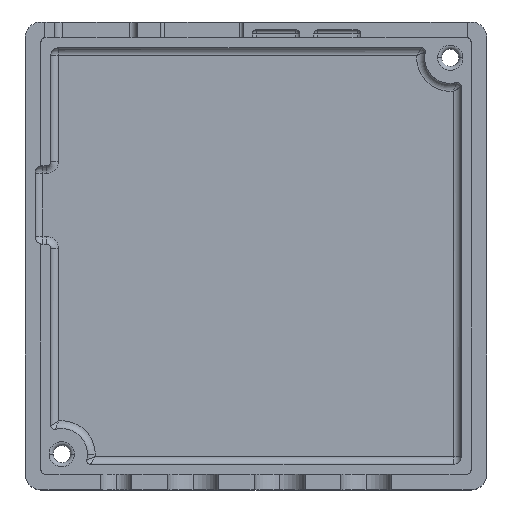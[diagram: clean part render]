
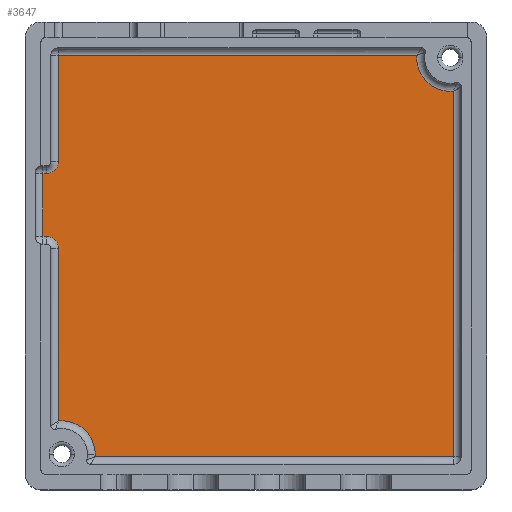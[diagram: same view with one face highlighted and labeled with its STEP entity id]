
A CAD part, top view. The second image highlights one B-rep face of the part: STEP entity #3647.
In plain terms, the highlighted planar face has unit normal (0, 0, 1).
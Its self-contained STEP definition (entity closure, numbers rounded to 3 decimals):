
#98 = EDGE_CURVE ( 'NONE', #8548, #5182, #5091, .T. ) ;
#159 = VECTOR ( 'NONE', #9153, 1000. ) ;
#164 = DIRECTION ( 'NONE',  ( 0., -1., 0. ) ) ;
#197 = ORIENTED_EDGE ( 'NONE', *, *, #11264, .T. ) ;
#433 = CARTESIAN_POINT ( 'NONE',  ( -27.35, -27.75, 2. ) ) ;
#572 = CARTESIAN_POINT ( 'NONE',  ( -25.1, 1., 2. ) ) ;
#670 = EDGE_CURVE ( 'NONE', #11638, #11882, #6810, .T. ) ;
#762 = AXIS2_PLACEMENT_3D ( 'NONE', #9660, #10780, #5451 ) ;
#807 = EDGE_CURVE ( 'NONE', #8579, #5827, #8611, .T. ) ;
#843 = CARTESIAN_POINT ( 'NONE',  ( -25.1, -27.75, 2. ) ) ;
#871 = DIRECTION ( 'NONE',  ( 1., 0., 0. ) ) ;
#911 = CARTESIAN_POINT ( 'NONE',  ( 25.1, -25.5, 2. ) ) ;
#1014 = ORIENTED_EDGE ( 'NONE', *, *, #3776, .T. ) ;
#1188 = DIRECTION ( 'NONE',  ( 0., -1., 0. ) ) ;
#1323 = VERTEX_POINT ( 'NONE', #572 ) ;
#1350 = DIRECTION ( 'NONE',  ( 0., 0., -1. ) ) ;
#1419 = CARTESIAN_POINT ( 'NONE',  ( -20.45, -25.2, 2. ) ) ;
#1482 = ORIENTED_EDGE ( 'NONE', *, *, #10366, .T. ) ;
#2024 = CARTESIAN_POINT ( 'NONE',  ( -27.1, 2.5, 2. ) ) ;
#2072 = ORIENTED_EDGE ( 'NONE', *, *, #9970, .T. ) ;
#2076 = LINE ( 'NONE', #12805, #10904 ) ;
#2130 = AXIS2_PLACEMENT_3D ( 'NONE', #11420, #6152, #6012 ) ;
#2250 = VECTOR ( 'NONE', #1188, 1000. ) ;
#2306 = CARTESIAN_POINT ( 'NONE',  ( -25.1, 12., 2. ) ) ;
#2696 = CIRCLE ( 'NONE', #6280, 4.25 ) ;
#2783 = LINE ( 'NONE', #4878, #159 ) ;
#2814 = VERTEX_POINT ( 'NONE', #12924 ) ;
#2839 = CARTESIAN_POINT ( 'NONE',  ( -25.1, -20.969, 2. ) ) ;
#2983 = DIRECTION ( 'NONE',  ( 1., 0., 0. ) ) ;
#3289 = EDGE_CURVE ( 'NONE', #5182, #3730, #4038, .T. ) ;
#3339 = DIRECTION ( 'NONE',  ( -1., 0., 0. ) ) ;
#3525 = AXIS2_PLACEMENT_3D ( 'NONE', #4019, #8297, #2983 ) ;
#3530 = CARTESIAN_POINT ( 'NONE',  ( -27.35, 25.5, 2. ) ) ;
#3647 = ADVANCED_FACE ( 'NONE', ( #9134 ), #12362, .T. ) ;
#3654 = DIRECTION ( 'NONE',  ( -1., 0., 0. ) ) ;
#3730 = VERTEX_POINT ( 'NONE', #5068 ) ;
#3776 = EDGE_CURVE ( 'NONE', #5827, #8548, #13362, .T. ) ;
#4019 = CARTESIAN_POINT ( 'NONE',  ( -24.7, -25.2, 2. ) ) ;
#4038 = LINE ( 'NONE', #10555, #5958 ) ;
#4427 = DIRECTION ( 'NONE',  ( 1., 0., 0. ) ) ;
#4444 = DIRECTION ( 'NONE',  ( 1., 0., 0. ) ) ;
#4469 = VERTEX_POINT ( 'NONE', #2024 ) ;
#4780 = EDGE_CURVE ( 'NONE', #4469, #2814, #2783, .T. ) ;
#4878 = CARTESIAN_POINT ( 'NONE',  ( -27.35, 2.5, 2. ) ) ;
#5068 = CARTESIAN_POINT ( 'NONE',  ( 25.1, 20.969, 2. ) ) ;
#5071 = CARTESIAN_POINT ( 'NONE',  ( -20.461, -25.5, 2. ) ) ;
#5085 = DIRECTION ( 'NONE',  ( 0., 1., 0. ) ) ;
#5091 = LINE ( 'NONE', #13717, #9269 ) ;
#5182 = VERTEX_POINT ( 'NONE', #911 ) ;
#5308 = AXIS2_PLACEMENT_3D ( 'NONE', #433, #7018, #7805 ) ;
#5392 = CARTESIAN_POINT ( 'NONE',  ( -27.1, 10.5, 2. ) ) ;
#5451 = DIRECTION ( 'NONE',  ( 1., 0., 0. ) ) ;
#5472 = CARTESIAN_POINT ( 'NONE',  ( 24.7, 25.2, 2. ) ) ;
#5482 = LINE ( 'NONE', #3530, #8101 ) ;
#5488 = CARTESIAN_POINT ( 'NONE',  ( -26.6, 1., 2. ) ) ;
#5827 = VERTEX_POINT ( 'NONE', #1419 ) ;
#5846 = EDGE_CURVE ( 'NONE', #12468, #11638, #13621, .T. ) ;
#5958 = VECTOR ( 'NONE', #5085, 1000. ) ;
#6012 = DIRECTION ( 'NONE',  ( 1., 0., 0. ) ) ;
#6017 = ORIENTED_EDGE ( 'NONE', *, *, #98, .T. ) ;
#6152 = DIRECTION ( 'NONE',  ( 0., 0., -1. ) ) ;
#6280 = AXIS2_PLACEMENT_3D ( 'NONE', #5472, #9750, #4427 ) ;
#6320 = EDGE_CURVE ( 'NONE', #11660, #4469, #2076, .T. ) ;
#6810 = CIRCLE ( 'NONE', #2130, 1.5 ) ;
#7018 = DIRECTION ( 'NONE',  ( 0., 0., 1. ) ) ;
#7088 = CARTESIAN_POINT ( 'NONE',  ( -25.1, 25.5, 2. ) ) ;
#7286 = CARTESIAN_POINT ( 'NONE',  ( 20.461, 25.5, 2. ) ) ;
#7805 = DIRECTION ( 'NONE',  ( 1., 0., 0. ) ) ;
#7880 = ORIENTED_EDGE ( 'NONE', *, *, #6320, .T. ) ;
#8101 = VECTOR ( 'NONE', #3654, 1000. ) ;
#8297 = DIRECTION ( 'NONE',  ( 0., 0., -1. ) ) ;
#8330 = VECTOR ( 'NONE', #3339, 1000. ) ;
#8548 = VERTEX_POINT ( 'NONE', #5071 ) ;
#8579 = VERTEX_POINT ( 'NONE', #2839 ) ;
#8611 = CIRCLE ( 'NONE', #762, 4.25 ) ;
#8907 = ORIENTED_EDGE ( 'NONE', *, *, #807, .T. ) ;
#8942 = EDGE_LOOP ( 'NONE', ( #2072, #1482, #8907, #1014, #6017, #11446, #197, #9217, #12553, #10201, #9656, #7880, #10391 ) ) ;
#9134 = FACE_OUTER_BOUND ( 'NONE', #8942, .T. ) ;
#9153 = DIRECTION ( 'NONE',  ( 1., 0., 0. ) ) ;
#9217 = ORIENTED_EDGE ( 'NONE', *, *, #12940, .T. ) ;
#9269 = VECTOR ( 'NONE', #871, 1000. ) ;
#9656 = ORIENTED_EDGE ( 'NONE', *, *, #12360, .T. ) ;
#9660 = CARTESIAN_POINT ( 'NONE',  ( -24.7, -25.2, 2. ) ) ;
#9702 = LINE ( 'NONE', #10688, #8330 ) ;
#9750 = DIRECTION ( 'NONE',  ( 0., 0., -1. ) ) ;
#9970 = EDGE_CURVE ( 'NONE', #2814, #1323, #13655, .T. ) ;
#10201 = ORIENTED_EDGE ( 'NONE', *, *, #670, .T. ) ;
#10366 = EDGE_CURVE ( 'NONE', #1323, #8579, #12916, .T. ) ;
#10391 = ORIENTED_EDGE ( 'NONE', *, *, #4780, .T. ) ;
#10555 = CARTESIAN_POINT ( 'NONE',  ( 25.1, -27.75, 2. ) ) ;
#10688 = CARTESIAN_POINT ( 'NONE',  ( -27.35, 10.5, 2. ) ) ;
#10780 = DIRECTION ( 'NONE',  ( 0., 0., -1. ) ) ;
#10800 = CARTESIAN_POINT ( 'NONE',  ( -25.1, -27.75, 2. ) ) ;
#10904 = VECTOR ( 'NONE', #164, 1000. ) ;
#11178 = AXIS2_PLACEMENT_3D ( 'NONE', #5488, #1350, #4444 ) ;
#11264 = EDGE_CURVE ( 'NONE', #3730, #11516, #2696, .T. ) ;
#11420 = CARTESIAN_POINT ( 'NONE',  ( -26.6, 12., 2. ) ) ;
#11446 = ORIENTED_EDGE ( 'NONE', *, *, #3289, .T. ) ;
#11516 = VERTEX_POINT ( 'NONE', #7286 ) ;
#11638 = VERTEX_POINT ( 'NONE', #2306 ) ;
#11660 = VERTEX_POINT ( 'NONE', #5392 ) ;
#11882 = VERTEX_POINT ( 'NONE', #12462 ) ;
#12233 = VECTOR ( 'NONE', #12640, 1000. ) ;
#12360 = EDGE_CURVE ( 'NONE', #11882, #11660, #9702, .T. ) ;
#12362 = PLANE ( 'NONE',  #5308 ) ;
#12462 = CARTESIAN_POINT ( 'NONE',  ( -26.6, 10.5, 2. ) ) ;
#12468 = VERTEX_POINT ( 'NONE', #7088 ) ;
#12553 = ORIENTED_EDGE ( 'NONE', *, *, #5846, .T. ) ;
#12640 = DIRECTION ( 'NONE',  ( 0., -1., 0. ) ) ;
#12805 = CARTESIAN_POINT ( 'NONE',  ( -27.1, -27.75, 2. ) ) ;
#12916 = LINE ( 'NONE', #10800, #2250 ) ;
#12924 = CARTESIAN_POINT ( 'NONE',  ( -26.6, 2.5, 2. ) ) ;
#12940 = EDGE_CURVE ( 'NONE', #11516, #12468, #5482, .T. ) ;
#13362 = CIRCLE ( 'NONE', #3525, 4.25 ) ;
#13621 = LINE ( 'NONE', #843, #12233 ) ;
#13655 = CIRCLE ( 'NONE', #11178, 1.5 ) ;
#13717 = CARTESIAN_POINT ( 'NONE',  ( -27.35, -25.5, 2. ) ) ;
